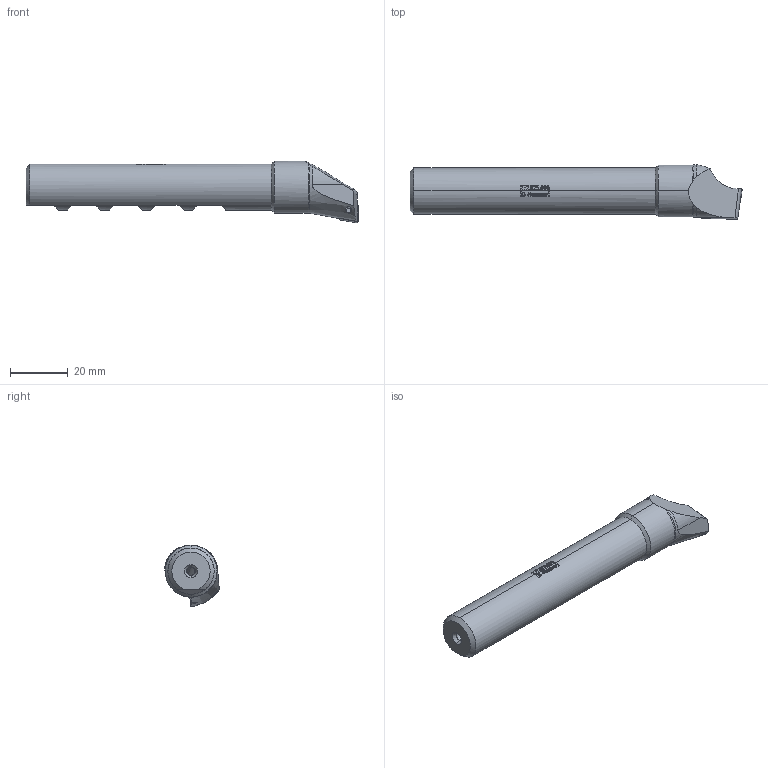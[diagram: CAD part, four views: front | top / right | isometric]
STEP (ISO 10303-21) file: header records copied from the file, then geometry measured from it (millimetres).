
FILE_DESCRIPTION (( 'STEP AP203' ), '1' );
FILE_NAME ('B54.025.006.115.STEP', '2018-12-12T09:42:35', ( 'SWIAdmin' ), ( 'Hewlett-Packard Company' ), 'SwSTEP 2.0', 'SolidWorks 2017', '' );
FILE_SCHEMA (( 'CONFIG_CONTROL_DESIGN' ));
Length unit declared in the file: millimetre
Products named in the file (4): B54.025.006.115; B25-WCA.K11.115_A_mit beschriftung; CCMT060204; WCA-ER2.001.006_A
Assembly tree (3 placements, depth 2):
  B54.025.006.115
    B25-WCA.K11.115_A_mit beschriftung
    CCMT060204
    WCA-ER2.001.006_A
Bounding box: 115 x 18.92 x 21.38 mm (x, y, z)
Volume: 21229.6 mm3; surface area: 7292 mm2
Topology: 3 solids, 3 shells, 166 faces, 672 edges, 536 vertices
Faces by surface type: cylinder 68, plane 42, cone 32, bspline 12, torus 10, sphere 2
Entity records: 10050 total; most frequent: CARTESIAN_POINT 4481, ORIENTED_EDGE 1336, DIRECTION 802, EDGE_CURVE 668, VERTEX_POINT 536, AXIS2_PLACEMENT_3D 314, B_SPLINE_CURVE_WITH_KNOTS 285, EDGE_LOOP 200
